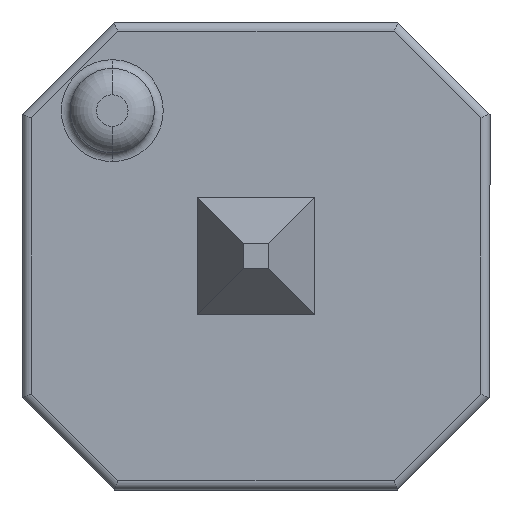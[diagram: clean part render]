
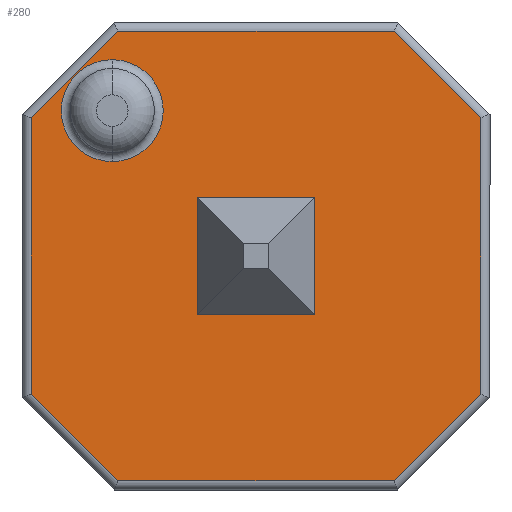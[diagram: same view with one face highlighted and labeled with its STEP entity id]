
A CAD part, front view. The second image highlights one B-rep face of the part: STEP entity #280.
In plain terms, the highlighted planar face has unit normal (0, -1, 0).
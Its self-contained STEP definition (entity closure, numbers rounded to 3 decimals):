
#6 = ORIENTED_EDGE ( 'NONE', *, *, #642, .T. ) ;
#14 = VECTOR ( 'NONE', #517, 1000. ) ;
#17 = VECTOR ( 'NONE', #609, 1000. ) ;
#38 = EDGE_LOOP ( 'NONE', ( #94, #1085, #1304, #516, #1256, #860, #992, #6 ) ) ;
#42 = VECTOR ( 'NONE', #1125, 1000. ) ;
#52 = VERTEX_POINT ( 'NONE', #538 ) ;
#58 = CARTESIAN_POINT ( 'NONE',  ( 0.749, 0., 1.22 ) ) ;
#67 = DIRECTION ( 'NONE',  ( -0.707, 0., -0.707 ) ) ;
#71 = DIRECTION ( 'NONE',  ( 0., 0., 1. ) ) ;
#74 = VECTOR ( 'NONE', #565, 1000. ) ;
#80 = CARTESIAN_POINT ( 'NONE',  ( 0., 0., 1.22 ) ) ;
#85 = CARTESIAN_POINT ( 'NONE',  ( -0.749, 0., 1.22 ) ) ;
#94 = ORIENTED_EDGE ( 'NONE', *, *, #351, .T. ) ;
#97 = CARTESIAN_POINT ( 'NONE',  ( -1.22, 0., 0. ) ) ;
#170 = VECTOR ( 'NONE', #793, 1000. ) ;
#205 = EDGE_CURVE ( 'NONE', #756, #676, #462, .T. ) ;
#224 = VERTEX_POINT ( 'NONE', #241 ) ;
#232 = CARTESIAN_POINT ( 'NONE',  ( -0.735, 0., -1.235 ) ) ;
#241 = CARTESIAN_POINT ( 'NONE',  ( -0.749, 0., -1.22 ) ) ;
#245 = CARTESIAN_POINT ( 'NONE',  ( -0.78, 0., 0.512 ) ) ;
#250 = VERTEX_POINT ( 'NONE', #245 ) ;
#257 = LINE ( 'NONE', #867, #17 ) ;
#270 = CARTESIAN_POINT ( 'NONE',  ( -0.78, 0., 0.789 ) ) ;
#278 = CARTESIAN_POINT ( 'NONE',  ( 0., 0., 0. ) ) ;
#279 = CARTESIAN_POINT ( 'NONE',  ( 0., 0., -1.22 ) ) ;
#280 = ADVANCED_FACE ( 'NONE', ( #355, #901 ), #1286, .F. ) ;
#296 = LINE ( 'NONE', #80, #14 ) ;
#330 = LINE ( 'NONE', #785, #42 ) ;
#351 = EDGE_CURVE ( 'NONE', #1196, #717, #296, .T. ) ;
#355 = FACE_OUTER_BOUND ( 'NONE', #38, .T. ) ;
#379 = DIRECTION ( 'NONE',  ( 0., 0., 1. ) ) ;
#387 = ORIENTED_EDGE ( 'NONE', *, *, #1019, .T. ) ;
#456 = ORIENTED_EDGE ( 'NONE', *, *, #494, .T. ) ;
#457 = LINE ( 'NONE', #279, #850 ) ;
#462 = LINE ( 'NONE', #887, #170 ) ;
#494 = EDGE_CURVE ( 'NONE', #250, #612, #1061, .T. ) ;
#501 = CARTESIAN_POINT ( 'NONE',  ( 1.22, 0., 0.749 ) ) ;
#516 = ORIENTED_EDGE ( 'NONE', *, *, #1323, .T. ) ;
#517 = DIRECTION ( 'NONE',  ( -1., 0., 0. ) ) ;
#524 = CARTESIAN_POINT ( 'NONE',  ( -0.78, 0., 0.789 ) ) ;
#534 = VERTEX_POINT ( 'NONE', #855 ) ;
#538 = CARTESIAN_POINT ( 'NONE',  ( 0.749, 0., -1.22 ) ) ;
#565 = DIRECTION ( 'NONE',  ( 0.707, 0., -0.707 ) ) ;
#587 = VECTOR ( 'NONE', #67, 1000. ) ;
#609 = DIRECTION ( 'NONE',  ( -0.707, 0., 0.707 ) ) ;
#612 = VERTEX_POINT ( 'NONE', #760 ) ;
#628 = CARTESIAN_POINT ( 'NONE',  ( 1.22, 0., -0.749 ) ) ;
#631 = DIRECTION ( 'NONE',  ( 0., 0., 1. ) ) ;
#634 = EDGE_LOOP ( 'NONE', ( #387, #456 ) ) ;
#642 = EDGE_CURVE ( 'NONE', #676, #1196, #257, .T. ) ;
#643 = EDGE_CURVE ( 'NONE', #717, #534, #1188, .T. ) ;
#657 = LINE ( 'NONE', #232, #74 ) ;
#676 = VERTEX_POINT ( 'NONE', #501 ) ;
#717 = VERTEX_POINT ( 'NONE', #85 ) ;
#726 = DIRECTION ( 'NONE',  ( 0., 1., 0. ) ) ;
#738 = AXIS2_PLACEMENT_3D ( 'NONE', #278, #726, #71 ) ;
#756 = VERTEX_POINT ( 'NONE', #628 ) ;
#760 = CARTESIAN_POINT ( 'NONE',  ( -0.78, 0., 1.066 ) ) ;
#785 = CARTESIAN_POINT ( 'NONE',  ( 1.235, 0., -0.735 ) ) ;
#786 = AXIS2_PLACEMENT_3D ( 'NONE', #524, #1305, #631 ) ;
#793 = DIRECTION ( 'NONE',  ( 0., 0., 1. ) ) ;
#850 = VECTOR ( 'NONE', #1062, 1000. ) ;
#855 = CARTESIAN_POINT ( 'NONE',  ( -1.22, 0., 0.749 ) ) ;
#860 = ORIENTED_EDGE ( 'NONE', *, *, #1344, .T. ) ;
#867 = CARTESIAN_POINT ( 'NONE',  ( 0.735, 0., 1.235 ) ) ;
#887 = CARTESIAN_POINT ( 'NONE',  ( 1.22, 0., 0. ) ) ;
#901 = FACE_BOUND ( 'NONE', #634, .T. ) ;
#932 = EDGE_CURVE ( 'NONE', #534, #1174, #1288, .T. ) ;
#988 = CARTESIAN_POINT ( 'NONE',  ( -1.235, 0., 0.735 ) ) ;
#992 = ORIENTED_EDGE ( 'NONE', *, *, #205, .T. ) ;
#1019 = EDGE_CURVE ( 'NONE', #612, #250, #1219, .T. ) ;
#1037 = DIRECTION ( 'NONE',  ( 0., 0., -1. ) ) ;
#1041 = EDGE_CURVE ( 'NONE', #224, #52, #457, .T. ) ;
#1048 = DIRECTION ( 'NONE',  ( 0., 1., 0. ) ) ;
#1051 = CARTESIAN_POINT ( 'NONE',  ( -1.22, 0., -0.749 ) ) ;
#1061 = CIRCLE ( 'NONE', #786, 0.277 ) ;
#1062 = DIRECTION ( 'NONE',  ( 1., 0., 0. ) ) ;
#1085 = ORIENTED_EDGE ( 'NONE', *, *, #643, .T. ) ;
#1109 = AXIS2_PLACEMENT_3D ( 'NONE', #270, #1048, #379 ) ;
#1125 = DIRECTION ( 'NONE',  ( 0.707, 0., 0.707 ) ) ;
#1174 = VERTEX_POINT ( 'NONE', #1051 ) ;
#1188 = LINE ( 'NONE', #988, #587 ) ;
#1196 = VERTEX_POINT ( 'NONE', #58 ) ;
#1219 = CIRCLE ( 'NONE', #1109, 0.277 ) ;
#1250 = VECTOR ( 'NONE', #1037, 1000. ) ;
#1256 = ORIENTED_EDGE ( 'NONE', *, *, #1041, .T. ) ;
#1286 = PLANE ( 'NONE',  #738 ) ;
#1288 = LINE ( 'NONE', #97, #1250 ) ;
#1304 = ORIENTED_EDGE ( 'NONE', *, *, #932, .T. ) ;
#1305 = DIRECTION ( 'NONE',  ( 0., 1., 0. ) ) ;
#1323 = EDGE_CURVE ( 'NONE', #1174, #224, #657, .T. ) ;
#1344 = EDGE_CURVE ( 'NONE', #52, #756, #330, .T. ) ;
